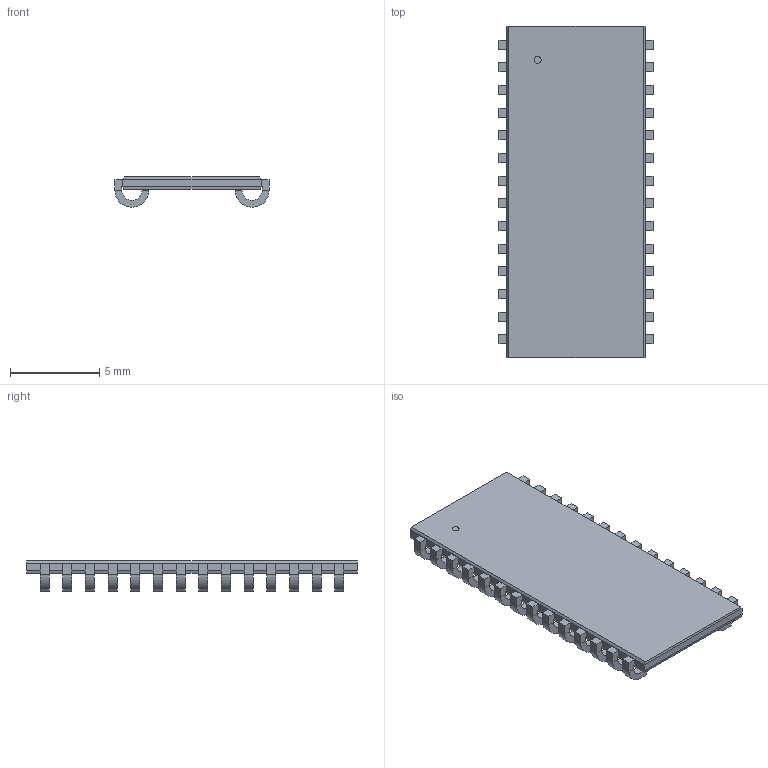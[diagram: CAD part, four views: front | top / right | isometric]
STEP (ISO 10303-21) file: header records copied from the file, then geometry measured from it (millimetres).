
FILE_DESCRIPTION(('STEP AP214'),'1');
FILE_NAME('SOJ-28_MIL300_ALL','2021-05-22T01:17:16',(''),(''),'','','');
FILE_SCHEMA(('AUTOMOTIVE_DESIGN'));
Length unit declared in the file: millimetre
Products named in the file (1): product
Bounding box: 8.64 x 18.54 x 1.7 mm (x, y, z)
Volume: 116.5 mm3; surface area: 482 mm2
Topology: 30 solids, 30 shells, 353 faces, 759 edges, 466 vertices
Faces by surface type: plane 296, cylinder 57
Full cylindrical faces by diameter (mm): 0.387 x1
Entity records: 8952 total; most frequent: DIRECTION 1582, ORIENTED_EDGE 1516, CARTESIAN_POINT 879, EDGE_CURVE 758, LINE 644, VECTOR 644, AXIS2_PLACEMENT_3D 469, VERTEX_POINT 466
